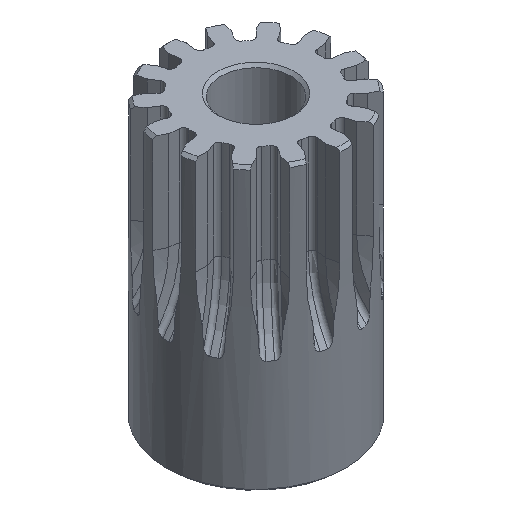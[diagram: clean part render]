
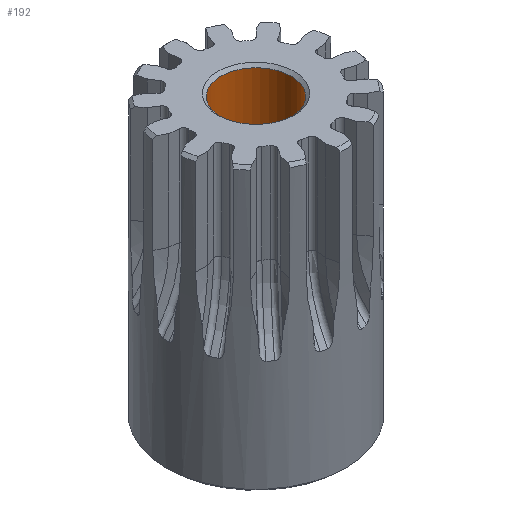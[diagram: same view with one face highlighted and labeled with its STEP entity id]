
A CAD part, isometric view. The second image highlights one B-rep face of the part: STEP entity #192.
In plain terms, the highlighted cylindrical face has radius 2.5 mm (diameter 5 mm), a full revolution.
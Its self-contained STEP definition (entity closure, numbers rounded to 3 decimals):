
#192 = ADVANCED_FACE( '', ( #462, #463, #464 ), #465, .F. );
#462 = FACE_OUTER_BOUND( '', #953, .T. );
#463 = FACE_BOUND( '', #954, .T. );
#464 = FACE_OUTER_BOUND( '', #955, .T. );
#465 = CYLINDRICAL_SURFACE( '', #956, 2.5 );
#953 = EDGE_LOOP( '', ( #1791 ) );
#954 = EDGE_LOOP( '', ( #1792 ) );
#955 = EDGE_LOOP( '', ( #1793 ) );
#956 = AXIS2_PLACEMENT_3D( '', #1794, #1795, #1796 );
#1791 = ORIENTED_EDGE( '', *, *, #3570, .T. );
#1792 = ORIENTED_EDGE( '', *, *, #3544, .T. );
#1793 = ORIENTED_EDGE( '', *, *, #3571, .F. );
#1794 = CARTESIAN_POINT( '', ( 0., 0., -20. ) );
#1795 = DIRECTION( '', ( 0., 0., 1. ) );
#1796 = DIRECTION( '', ( -1., 0., 0. ) );
#3544 = EDGE_CURVE( '', #4392, #4392, #4393, .T. );
#3570 = EDGE_CURVE( '', #4430, #4430, #4431, .T. );
#3571 = EDGE_CURVE( '', #4432, #4432, #4433, .T. );
#4392 = VERTEX_POINT( '', #5898 );
#4393 = B_SPLINE_CURVE_WITH_KNOTS( '', 3, ( #5899, #5900, #5901, #5902, #5903, #5904, #5905, #5906, #5907, #5908, #5909, #5910, #5911, #5912, #5913, #5914, #5915, #5916, #5917, #5918, #5919, #5920, #5921, #5922, #5923, #5924, #5925, #5926, #5927, #5928, #5929, #5930, #5931, #5932, #5933, #5934, #5935, #5936, #5937, #5938, #5939, #5940 ), .UNSPECIFIED., .T., .F., ( 2, 2, 2, 2, 2, 2, 2, 2, 2, 2, 2, 2, 2, 2, 2, 2, 2, 2, 2, 2, 2, 2, 2 ), ( 0., 0., 0., 0., 0.001, 0.001, 0.002, 0.002, 0.002, 0.003, 0.003, 0.004, 0.004, 0.004, 0.005, 0.005, 0.006, 0.006, 0.007, 0.007, 0.007, 0.008, 0.008 ), .UNSPECIFIED. );
#4430 = VERTEX_POINT( '', #6004 );
#4431 = CIRCLE( '', #6005, 2.5 );
#4432 = VERTEX_POINT( '', #6006 );
#4433 = CIRCLE( '', #6007, 2.5 );
#5898 = CARTESIAN_POINT( '', ( 0., 2.5, -15.771 ) );
#5899 = CARTESIAN_POINT( '', ( -0.165, 2.5, -15.771 ) );
#5900 = CARTESIAN_POINT( '', ( 0.083, 2.5, -15.771 ) );
#5901 = CARTESIAN_POINT( '', ( 0.164, 2.496, -15.779 ) );
#5902 = CARTESIAN_POINT( '', ( 0.323, 2.48, -15.811 ) );
#5903 = CARTESIAN_POINT( '', ( 0.401, 2.469, -15.835 ) );
#5904 = CARTESIAN_POINT( '', ( 0.624, 2.426, -15.928 ) );
#5905 = CARTESIAN_POINT( '', ( 0.758, 2.385, -16.019 ) );
#5906 = CARTESIAN_POINT( '', ( 0.981, 2.302, -16.243 ) );
#5907 = CARTESIAN_POINT( '', ( 1.072, 2.26, -16.377 ) );
#5908 = CARTESIAN_POINT( '', ( 1.164, 2.213, -16.597 ) );
#5909 = CARTESIAN_POINT( '', ( 1.189, 2.199, -16.676 ) );
#5910 = CARTESIAN_POINT( '', ( 1.221, 2.182, -16.835 ) );
#5911 = CARTESIAN_POINT( '', ( 1.229, 2.177, -16.916 ) );
#5912 = CARTESIAN_POINT( '', ( 1.23, 2.177, -17.161 ) );
#5913 = CARTESIAN_POINT( '', ( 1.197, 2.196, -17.324 ) );
#5914 = CARTESIAN_POINT( '', ( 1.073, 2.259, -17.622 ) );
#5915 = CARTESIAN_POINT( '', ( 0.982, 2.302, -17.756 ) );
#5916 = CARTESIAN_POINT( '', ( 0.76, 2.385, -17.979 ) );
#5917 = CARTESIAN_POINT( '', ( 0.625, 2.425, -18.071 ) );
#5918 = CARTESIAN_POINT( '', ( 0.33, 2.483, -18.195 ) );
#5919 = CARTESIAN_POINT( '', ( 0.166, 2.5, -18.229 ) );
#5920 = CARTESIAN_POINT( '', ( -0.078, 2.5, -18.23 ) );
#5921 = CARTESIAN_POINT( '', ( -0.161, 2.496, -18.222 ) );
#5922 = CARTESIAN_POINT( '', ( -0.321, 2.481, -18.19 ) );
#5923 = CARTESIAN_POINT( '', ( -0.398, 2.469, -18.166 ) );
#5924 = CARTESIAN_POINT( '', ( -0.623, 2.426, -18.072 ) );
#5925 = CARTESIAN_POINT( '', ( -0.757, 2.386, -17.982 ) );
#5926 = CARTESIAN_POINT( '', ( -0.981, 2.303, -17.758 ) );
#5927 = CARTESIAN_POINT( '', ( -1.071, 2.26, -17.624 ) );
#5928 = CARTESIAN_POINT( '', ( -1.195, 2.197, -17.329 ) );
#5929 = CARTESIAN_POINT( '', ( -1.229, 2.177, -17.165 ) );
#5930 = CARTESIAN_POINT( '', ( -1.23, 2.177, -16.84 ) );
#5931 = CARTESIAN_POINT( '', ( -1.197, 2.196, -16.676 ) );
#5932 = CARTESIAN_POINT( '', ( -1.073, 2.259, -16.379 ) );
#5933 = CARTESIAN_POINT( '', ( -0.983, 2.302, -16.245 ) );
#5934 = CARTESIAN_POINT( '', ( -0.815, 2.364, -16.076 ) );
#5935 = CARTESIAN_POINT( '', ( -0.754, 2.385, -16.025 ) );
#5936 = CARTESIAN_POINT( '', ( -0.622, 2.422, -15.936 ) );
#5937 = CARTESIAN_POINT( '', ( -0.55, 2.44, -15.898 ) );
#5938 = CARTESIAN_POINT( '', ( -0.328, 2.483, -15.804 ) );
#5939 = CARTESIAN_POINT( '', ( -0.165, 2.5, -15.771 ) );
#5940 = CARTESIAN_POINT( '', ( 0.083, 2.5, -15.771 ) );
#6004 = CARTESIAN_POINT( '', ( -2.5, 0., -19.8 ) );
#6005 = AXIS2_PLACEMENT_3D( '', #6941, #6942, #6943 );
#6006 = CARTESIAN_POINT( '', ( -2.5, 0., -0.2 ) );
#6007 = AXIS2_PLACEMENT_3D( '', #6944, #6945, #6946 );
#6941 = CARTESIAN_POINT( '', ( 0., 0., -19.8 ) );
#6942 = DIRECTION( '', ( 0., 0., -1. ) );
#6943 = DIRECTION( '', ( -1., 0., 0. ) );
#6944 = CARTESIAN_POINT( '', ( 0., 0., -0.2 ) );
#6945 = DIRECTION( '', ( 0., 0., -1. ) );
#6946 = DIRECTION( '', ( -1., 0., 0. ) );
